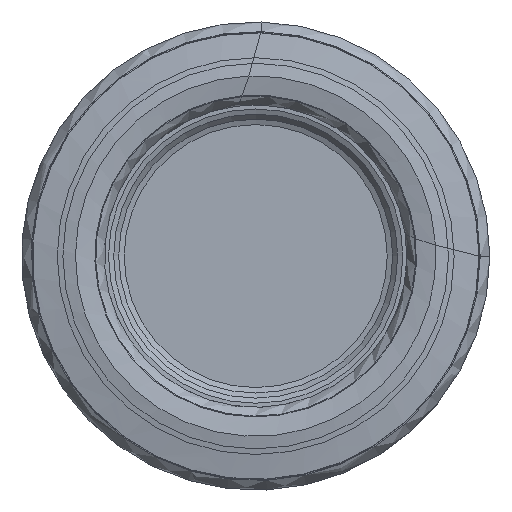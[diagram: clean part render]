
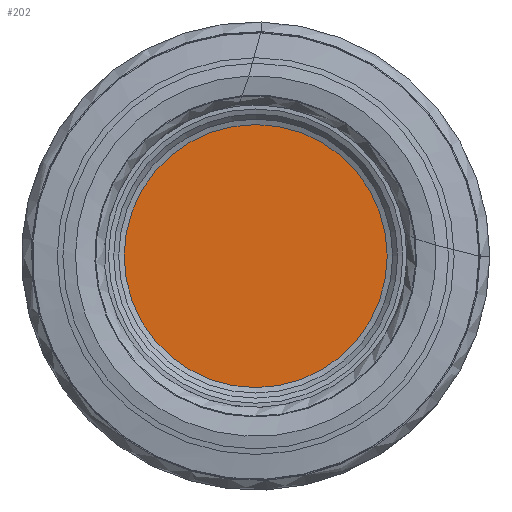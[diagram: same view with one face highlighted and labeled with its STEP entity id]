
A CAD part, left-side view. The second image highlights one B-rep face of the part: STEP entity #202.
In plain terms, the highlighted planar face has unit normal (-1, 0, 0).
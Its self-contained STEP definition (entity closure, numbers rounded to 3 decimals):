
#112=PLANE('',#742);
#114=FACE_OUTER_BOUND('',#302,.T.);
#202=ADVANCED_FACE('',(#114),#112,.F.);
#302=EDGE_LOOP('',(#370));
#370=ORIENTED_EDGE('',*,*,#584,.T.);
#532=VERTEX_POINT('',#1003);
#584=EDGE_CURVE('',#532,#532,#672,.T.);
#672=CIRCLE('',#740,9.267);
#740=AXIS2_PLACEMENT_3D('',#1002,#840,#841);
#742=AXIS2_PLACEMENT_3D('',#1005,#844,#845);
#840=DIRECTION('',(-1.,0.,0.));
#841=DIRECTION('',(0.,0.,1.));
#844=DIRECTION('',(1.,0.,0.));
#845=DIRECTION('',(0.,0.,-1.));
#1002=CARTESIAN_POINT('',(2.,0.,0.));
#1003=CARTESIAN_POINT('',(2.,0.,9.267));
#1005=CARTESIAN_POINT('',(2.,9.267,0.));
